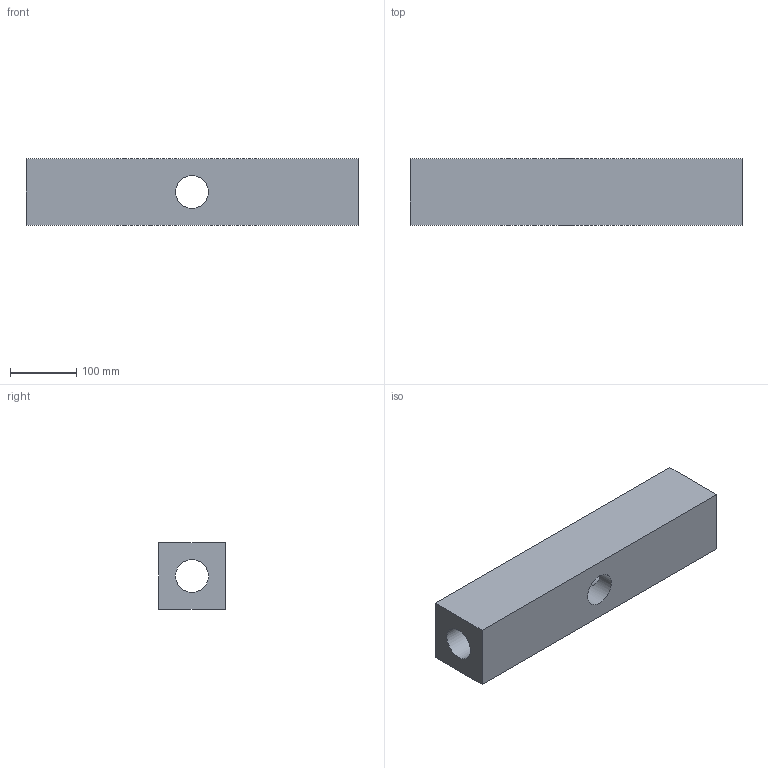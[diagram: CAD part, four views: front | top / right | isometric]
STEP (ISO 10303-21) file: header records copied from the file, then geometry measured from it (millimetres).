
FILE_DESCRIPTION(/* description */ ('STEP AP214'),/* implementation_level */ '2;1');
FILE_NAME(/* name */ '64d9470f0c0e0c26464dd7fb',/* time_stamp */ '2023-08-13T21:11:43Z',/* author */ (''),/* organization */ (''),/* preprocessor_version */ 'ST-DEVELOPER v19.4',/* originating_system */ ' ',/* authorisation */ ' ');
FILE_SCHEMA (('AUTOMOTIVE_DESIGN {1 0 10303 214 3 1 1}'));
Length unit declared in the file: metre
Products named in the file (1): Hip
Bounding box: 500 x 100 x 100 mm (x, y, z)
Volume: 3905236 mm3; surface area: 296393.8 mm2
Topology: 1 solids, 1 shells, 10 faces, 24 edges, 14 vertices
Faces by surface type: plane 6, cylinder 4
Full cylindrical faces by diameter (mm): 50 x4
Entity records: 310 total; most frequent: DIRECTION 50, CARTESIAN_POINT 45, ORIENTED_EDGE 40, EDGE_CURVE 20, AXIS2_PLACEMENT_3D 19, EDGE_LOOP 18, FACE_BOUND 18, VERTEX_POINT 14
